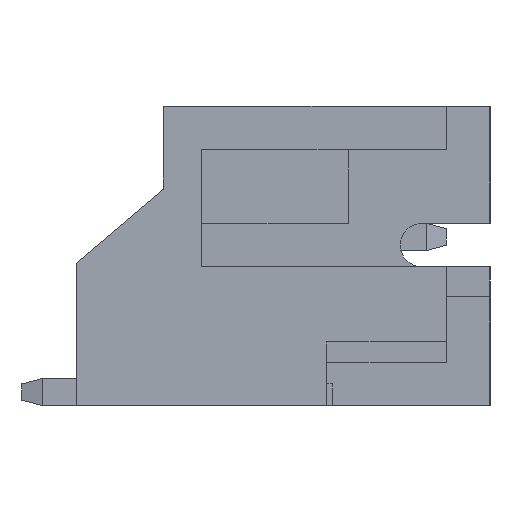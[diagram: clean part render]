
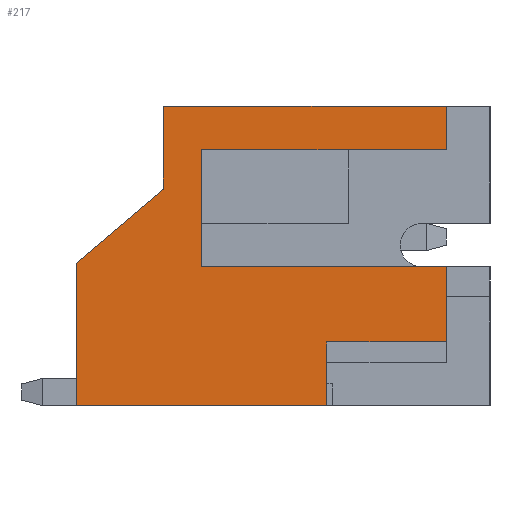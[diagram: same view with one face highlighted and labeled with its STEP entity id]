
A CAD part, left-side view. The second image highlights one B-rep face of the part: STEP entity #217.
In plain terms, the highlighted planar face has unit normal (-1, 0, 0).
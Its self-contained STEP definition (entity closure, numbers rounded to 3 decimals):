
#217=ADVANCED_FACE('',(#4325),#4327,.T.);
#4325=FACE_BOUND('',#4326,.T.);
#4326=EDGE_LOOP('',(#7669,#7670,#7671,#7672,#7673,#7674,#7675,#7676,#7677,#7678,
#7679,#7680));
#4327=PLANE('',#4328);
#4328=AXIS2_PLACEMENT_3D('',#4329,#4330,#4331);
#4329=CARTESIAN_POINT('',(-2.95,0.,0.));
#4330=DIRECTION('',(-1.,0.,0.));
#4331=DIRECTION('',(0.,0.,1.));
#7669=ORIENTED_EDGE('',*,*,#9990,.T.);
#7670=ORIENTED_EDGE('',*,*,#9991,.T.);
#7671=ORIENTED_EDGE('',*,*,#9855,.T.);
#7672=ORIENTED_EDGE('',*,*,#9956,.T.);
#7673=ORIENTED_EDGE('',*,*,#9992,.T.);
#7674=ORIENTED_EDGE('',*,*,#9993,.T.);
#7675=ORIENTED_EDGE('',*,*,#9994,.T.);
#7676=ORIENTED_EDGE('',*,*,#9995,.T.);
#7677=ORIENTED_EDGE('',*,*,#9996,.T.);
#7678=ORIENTED_EDGE('',*,*,#9997,.T.);
#7679=ORIENTED_EDGE('',*,*,#9998,.T.);
#7680=ORIENTED_EDGE('',*,*,#9999,.T.);
#9855=EDGE_CURVE('',#11050,#11048,#11051,.T.);
#9956=EDGE_CURVE('',#11048,#11240,#11242,.T.);
#9990=EDGE_CURVE('',#11300,#11301,#11302,.F.);
#9991=EDGE_CURVE('',#11301,#11050,#11303,.F.);
#9992=EDGE_CURVE('',#11240,#11304,#11305,.T.);
#9993=EDGE_CURVE('',#11304,#11306,#11307,.T.);
#9994=EDGE_CURVE('',#11306,#11308,#11309,.T.);
#9995=EDGE_CURVE('',#11308,#11310,#11311,.F.);
#9996=EDGE_CURVE('',#11310,#11312,#11313,.F.);
#9997=EDGE_CURVE('',#11312,#11314,#11315,.F.);
#9998=EDGE_CURVE('',#11314,#11316,#11317,.F.);
#9999=EDGE_CURVE('',#11316,#11300,#11318,.F.);
#11048=VERTEX_POINT('',#13000);
#11050=VERTEX_POINT('',#13004);
#11051=LINE('',#13005,#13006);
#11240=VERTEX_POINT('',#13395);
#11242=LINE('',#13399,#13400);
#11300=VERTEX_POINT('',#13527);
#11301=VERTEX_POINT('',#13528);
#11302=LINE('',#13529,#13530);
#11303=LINE('',#13532,#13533);
#11304=VERTEX_POINT('',#13535);
#11305=LINE('',#13536,#13537);
#11306=VERTEX_POINT('',#13539);
#11307=LINE('',#13540,#13541);
#11308=VERTEX_POINT('',#13543);
#11309=LINE('',#13544,#13545);
#11310=VERTEX_POINT('',#13547);
#11311=LINE('',#13548,#13549);
#11312=VERTEX_POINT('',#13551);
#11313=LINE('',#13552,#13553);
#11314=VERTEX_POINT('',#13555);
#11315=LINE('',#13556,#13557);
#11316=VERTEX_POINT('',#13559);
#11317=LINE('',#13560,#13561);
#11318=LINE('',#13563,#13564);
#13000=CARTESIAN_POINT('',(-2.95,0.,5.5));
#13004=CARTESIAN_POINT('',(-2.95,-5.2,5.5));
#13005=CARTESIAN_POINT('',(-2.95,-5.2,5.5));
#13006=VECTOR('',#13007,1.);
#13007=DIRECTION('',(0.,1.,0.));
#13395=CARTESIAN_POINT('',(-2.95,0.,3.979));
#13399=CARTESIAN_POINT('',(-2.95,0.,5.5));
#13400=VECTOR('',#13401,1.);
#13401=DIRECTION('',(0.,0.,-1.));
#13527=CARTESIAN_POINT('',(-2.95,-0.7,4.7));
#13528=CARTESIAN_POINT('',(-2.95,-5.2,4.7));
#13529=CARTESIAN_POINT('',(-2.95,-5.2,4.7));
#13530=VECTOR('',#13531,1.);
#13531=DIRECTION('',(0.,1.,0.));
#13532=CARTESIAN_POINT('',(-2.95,-5.2,5.5));
#13533=VECTOR('',#13534,1.);
#13534=DIRECTION('',(0.,0.,-1.));
#13535=CARTESIAN_POINT('',(-2.95,1.6,2.618));
#13536=CARTESIAN_POINT('',(-2.95,0.,3.979));
#13537=VECTOR('',#13538,1.);
#13538=DIRECTION('',(0.,0.762,-0.648));
#13539=CARTESIAN_POINT('',(-2.95,1.6,0.));
#13540=CARTESIAN_POINT('',(-2.95,1.6,2.618));
#13541=VECTOR('',#13542,1.);
#13542=DIRECTION('',(0.,0.,-1.));
#13543=CARTESIAN_POINT('',(-2.95,-3.,0.));
#13544=CARTESIAN_POINT('',(-2.95,1.6,0.));
#13545=VECTOR('',#13546,1.);
#13546=DIRECTION('',(0.,-1.,0.));
#13547=CARTESIAN_POINT('',(-2.95,-3.,1.17));
#13548=CARTESIAN_POINT('',(-2.95,-3.,1.17));
#13549=VECTOR('',#13550,1.);
#13550=DIRECTION('',(0.,0.,-1.));
#13551=CARTESIAN_POINT('',(-2.95,-5.2,1.17));
#13552=CARTESIAN_POINT('',(-2.95,-5.2,1.17));
#13553=VECTOR('',#13554,1.);
#13554=DIRECTION('',(0.,1.,0.));
#13555=CARTESIAN_POINT('',(-2.95,-5.2,2.55));
#13556=CARTESIAN_POINT('',(-2.95,-5.2,2.55));
#13557=VECTOR('',#13558,1.);
#13558=DIRECTION('',(0.,0.,-1.));
#13559=CARTESIAN_POINT('',(-2.95,-0.7,2.55));
#13560=CARTESIAN_POINT('',(-2.95,-0.7,2.55));
#13561=VECTOR('',#13562,1.);
#13562=DIRECTION('',(0.,-1.,0.));
#13563=CARTESIAN_POINT('',(-2.95,-0.7,4.7));
#13564=VECTOR('',#13565,1.);
#13565=DIRECTION('',(0.,0.,-1.));
